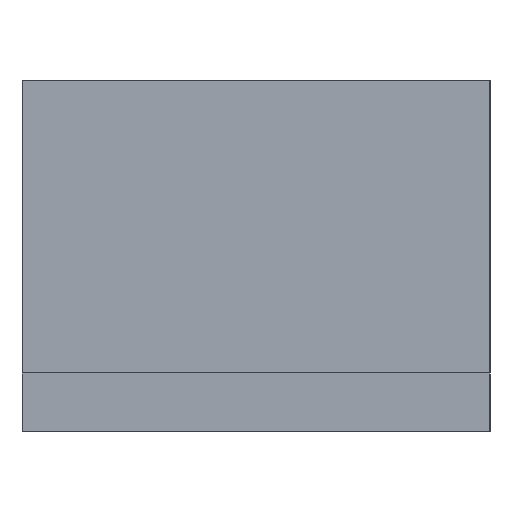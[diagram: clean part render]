
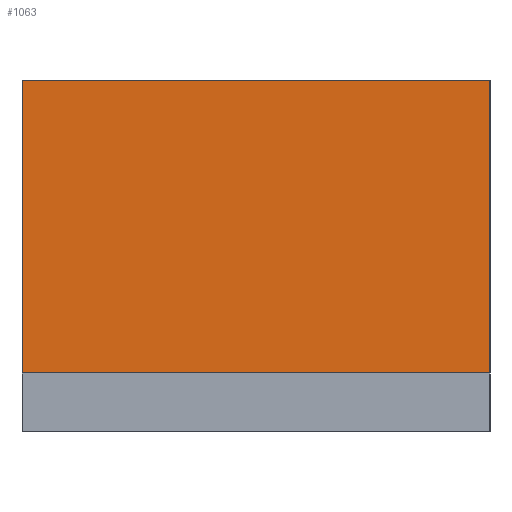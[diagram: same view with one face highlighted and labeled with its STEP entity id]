
A CAD part, left-side view. The second image highlights one B-rep face of the part: STEP entity #1063.
In plain terms, the highlighted planar face has unit normal (-1, 0, 0).
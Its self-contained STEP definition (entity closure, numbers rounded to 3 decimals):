
#1036=AXIS2_PLACEMENT_3D('Plane Axis2P3D',#1033,#1034,#1035) ;
#1004=CARTESIAN_POINT('Vertex',(-1.,0.6,0.15)) ;
#1007=CARTESIAN_POINT('Line Origine',(-1.,0.6,0.525)) ;
#1011=CARTESIAN_POINT('Vertex',(-1.,0.6,0.9)) ;
#1033=CARTESIAN_POINT('Axis2P3D Location',(-1.,-0.6,0.)) ;
#1038=CARTESIAN_POINT('Line Origine',(-1.,0.,0.15)) ;
#1042=CARTESIAN_POINT('Vertex',(-1.,-0.6,0.15)) ;
#1045=CARTESIAN_POINT('Line Origine',(-1.,-0.6,0.525)) ;
#1049=CARTESIAN_POINT('Vertex',(-1.,-0.6,0.9)) ;
#1052=CARTESIAN_POINT('Line Origine',(-1.,0.,0.9)) ;
#1008=DIRECTION('Vector Direction',(0.,0.,1.)) ;
#1034=DIRECTION('Axis2P3D Direction',(1.,0.,0.)) ;
#1035=DIRECTION('Axis2P3D XDirection',(0.,1.,0.)) ;
#1039=DIRECTION('Vector Direction',(0.,1.,0.)) ;
#1046=DIRECTION('Vector Direction',(0.,0.,1.)) ;
#1053=DIRECTION('Vector Direction',(0.,1.,0.)) ;
#1009=VECTOR('Line Direction',#1008,1.) ;
#1040=VECTOR('Line Direction',#1039,1.) ;
#1047=VECTOR('Line Direction',#1046,1.) ;
#1054=VECTOR('Line Direction',#1053,1.) ;
#1058=ORIENTED_EDGE('',*,*,#1013,.F.) ;
#1059=ORIENTED_EDGE('',*,*,#1044,.T.) ;
#1060=ORIENTED_EDGE('',*,*,#1051,.T.) ;
#1061=ORIENTED_EDGE('',*,*,#1056,.F.) ;
#1063=ADVANCED_FACE('\X2\FF8EFF9EFF83FF9EFF68FF70\X0\.2',(#1062),#1037,.F.) ;
#1013=EDGE_CURVE('',#1005,#1012,#1010,.T.) ;
#1044=EDGE_CURVE('',#1005,#1043,#1041,.F.) ;
#1051=EDGE_CURVE('',#1043,#1050,#1048,.T.) ;
#1056=EDGE_CURVE('',#1012,#1050,#1055,.F.) ;
#1057=EDGE_LOOP('',(#1058,#1059,#1060,#1061)) ;
#1062=FACE_OUTER_BOUND('',#1057,.T.) ;
#1010=LINE('Line',#1007,#1009) ;
#1041=LINE('Line',#1038,#1040) ;
#1048=LINE('Line',#1045,#1047) ;
#1055=LINE('Line',#1052,#1054) ;
#1037=PLANE('',#1036) ;
#1005=VERTEX_POINT('',#1004) ;
#1012=VERTEX_POINT('',#1011) ;
#1043=VERTEX_POINT('',#1042) ;
#1050=VERTEX_POINT('',#1049) ;
